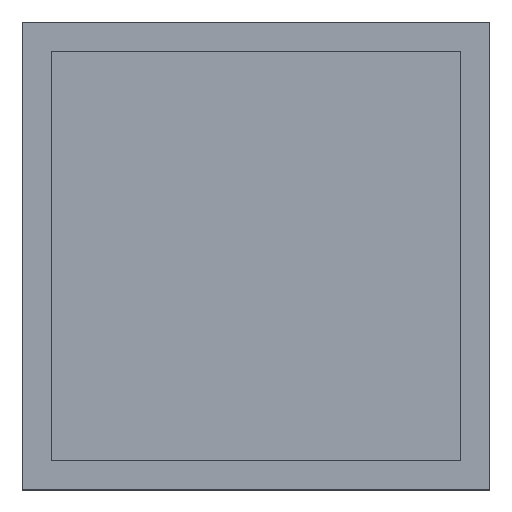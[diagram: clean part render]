
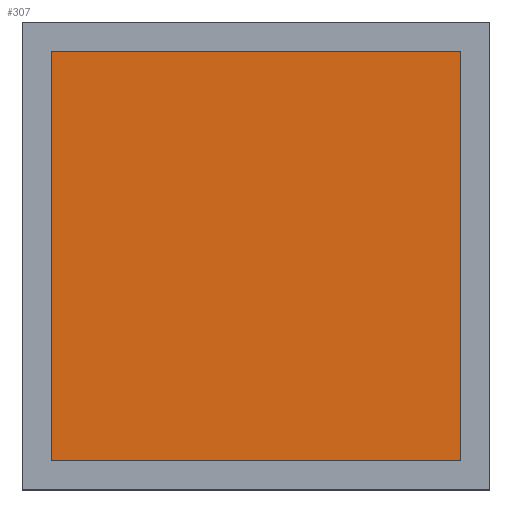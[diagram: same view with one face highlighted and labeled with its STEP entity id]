
A CAD part, top view. The second image highlights one B-rep face of the part: STEP entity #307.
In plain terms, the highlighted planar face has unit normal (0, 0, 1).
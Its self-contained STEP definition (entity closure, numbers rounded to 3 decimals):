
#31=FACE_OUTER_BOUND('',#49,.T.);
#49=EDGE_LOOP('',(#267,#268,#269,#270,#271,#272));
#51=LINE('',#417,#91);
#66=LINE('',#446,#106);
#70=LINE('',#453,#110);
#71=LINE('',#456,#111);
#74=LINE('',#462,#114);
#77=LINE('',#467,#117);
#91=VECTOR('',#343,10.);
#106=VECTOR('',#368,10.);
#110=VECTOR('',#372,10.);
#111=VECTOR('',#375,10.);
#114=VECTOR('',#380,10.);
#117=VECTOR('',#385,10.);
#131=VERTEX_POINT('',#415);
#132=VERTEX_POINT('',#416);
#141=VERTEX_POINT('',#445);
#144=VERTEX_POINT('',#451);
#145=VERTEX_POINT('',#455);
#147=VERTEX_POINT('',#461);
#157=EDGE_CURVE('',#131,#132,#51,.T.);
#172=EDGE_CURVE('',#141,#131,#66,.T.);
#176=EDGE_CURVE('',#132,#144,#70,.T.);
#177=EDGE_CURVE('',#145,#141,#71,.T.);
#180=EDGE_CURVE('',#144,#147,#74,.T.);
#183=EDGE_CURVE('',#147,#145,#77,.T.);
#267=ORIENTED_EDGE('',*,*,#183,.T.);
#268=ORIENTED_EDGE('',*,*,#177,.T.);
#269=ORIENTED_EDGE('',*,*,#172,.T.);
#270=ORIENTED_EDGE('',*,*,#157,.T.);
#271=ORIENTED_EDGE('',*,*,#176,.T.);
#272=ORIENTED_EDGE('',*,*,#180,.T.);
#291=PLANE('',#337);
#307=ADVANCED_FACE('',(#31),#291,.T.);
#337=AXIS2_PLACEMENT_3D('',#494,#409,#410);
#343=DIRECTION('',(-1.,0.,0.));
#368=DIRECTION('',(-1.,0.,0.));
#372=DIRECTION('',(-1.,0.,0.));
#375=DIRECTION('',(0.,1.,0.));
#380=DIRECTION('',(0.,-1.,0.));
#385=DIRECTION('',(1.,0.,0.));
#409=DIRECTION('center_axis',(0.,0.,1.));
#410=DIRECTION('ref_axis',(1.,0.,0.));
#415=CARTESIAN_POINT('',(0.096,0.15,0.05));
#416=CARTESIAN_POINT('',(-0.044,0.15,0.05));
#417=CARTESIAN_POINT('',(-0.15,0.15,0.05));
#445=CARTESIAN_POINT('',(0.55,0.15,0.05));
#446=CARTESIAN_POINT('',(-0.15,0.15,0.05));
#451=CARTESIAN_POINT('',(-0.15,0.15,0.05));
#453=CARTESIAN_POINT('',(-0.15,0.15,0.05));
#455=CARTESIAN_POINT('',(0.55,-0.55,0.05));
#456=CARTESIAN_POINT('',(0.55,0.15,0.05));
#461=CARTESIAN_POINT('',(-0.15,-0.55,0.05));
#462=CARTESIAN_POINT('',(-0.15,-0.55,0.05));
#467=CARTESIAN_POINT('',(0.55,-0.55,0.05));
#494=CARTESIAN_POINT('Origin',(0.2,-0.2,0.05));
